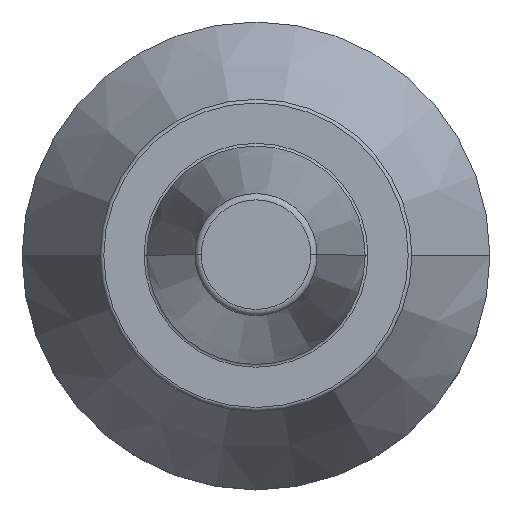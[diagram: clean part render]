
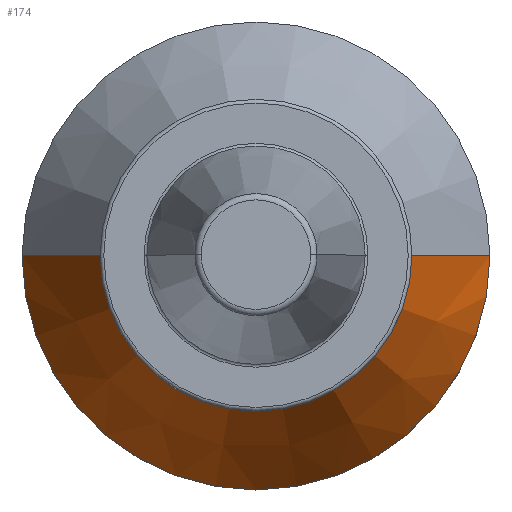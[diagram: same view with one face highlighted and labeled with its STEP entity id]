
A CAD part, top view. The second image highlights one B-rep face of the part: STEP entity #174.
In plain terms, the highlighted conical face has half-angle 30 degrees and reference radius 22.225 mm.
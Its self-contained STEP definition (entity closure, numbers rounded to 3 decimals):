
#51=CONICAL_SURFACE('',#712,22.225,30.);
#64=LINE('',#1053,#85);
#65=LINE('',#1057,#86);
#85=VECTOR('',#835,1.);
#86=VECTOR('',#838,1.);
#132=FACE_OUTER_BOUND('',#238,.T.);
#174=ADVANCED_FACE('',(#132),#51,.T.);
#238=EDGE_LOOP('',(#352,#353,#354,#355));
#352=ORIENTED_EDGE('',*,*,#500,.T.);
#353=ORIENTED_EDGE('',*,*,#529,.T.);
#354=ORIENTED_EDGE('',*,*,#502,.F.);
#355=ORIENTED_EDGE('',*,*,#527,.F.);
#441=VERTEX_POINT('',#1048);
#442=VERTEX_POINT('',#1050);
#443=VERTEX_POINT('',#1054);
#444=VERTEX_POINT('',#1056);
#500=EDGE_CURVE('',#443,#441,#64,.T.);
#502=EDGE_CURVE('',#444,#442,#65,.T.);
#527=EDGE_CURVE('',#443,#444,#591,.T.);
#529=EDGE_CURVE('',#441,#442,#593,.T.);
#591=CIRCLE('',#708,47.625);
#593=CIRCLE('',#711,22.225);
#708=AXIS2_PLACEMENT_3D('',#1109,#906,#907);
#711=AXIS2_PLACEMENT_3D('',#1112,#912,#913);
#712=AXIS2_PLACEMENT_3D('',#1113,#914,#915);
#835=DIRECTION('',(-0.5,0.,0.866));
#838=DIRECTION('',(0.5,0.,0.866));
#906=DIRECTION('',(0.,0.,-1.));
#907=DIRECTION('',(-1.,0.,0.));
#912=DIRECTION('',(0.,0.,-1.));
#913=DIRECTION('',(-1.,0.,0.));
#914=DIRECTION('',(0.,0.,-1.));
#915=DIRECTION('',(1.,0.,0.));
#1048=CARTESIAN_POINT('',(22.225,0.,-35.05));
#1050=CARTESIAN_POINT('',(-22.225,0.,-35.05));
#1053=CARTESIAN_POINT('',(22.225,0.,-35.05));
#1054=CARTESIAN_POINT('',(47.625,0.,-79.044));
#1056=CARTESIAN_POINT('',(-47.625,0.,-79.044));
#1057=CARTESIAN_POINT('',(-22.225,0.,-35.05));
#1109=CARTESIAN_POINT('',(0.,0.,-79.044));
#1112=CARTESIAN_POINT('',(0.,0.,-35.05));
#1113=CARTESIAN_POINT('',(0.,0.,-35.05));
